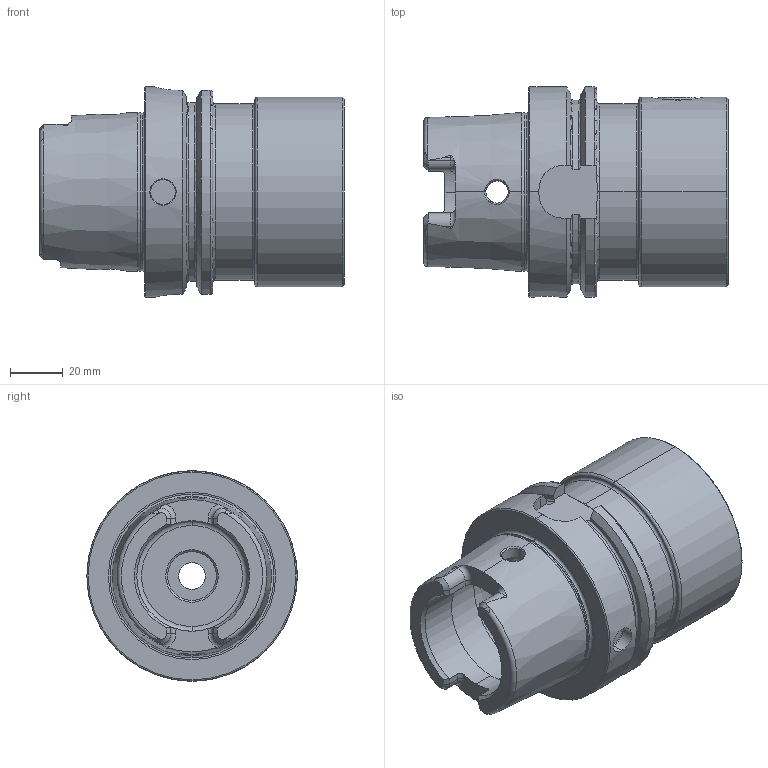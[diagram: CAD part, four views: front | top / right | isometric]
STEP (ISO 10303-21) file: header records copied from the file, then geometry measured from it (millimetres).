
FILE_DESCRIPTION (( 'STEP AP203' ), '1' );
FILE_NAME ('102.080.721.STEP', '2018-03-09T12:02:09', ( 'SWIAdmin' ), ( 'Hewlett-Packard Company' ), 'SwSTEP 2.0', 'SolidWorks 2017', '' );
FILE_SCHEMA (( 'CONFIG_CONTROL_DESIGN' ));
Length unit declared in the file: millimetre
Products named in the file (3): 102.080.721; HA8-MB7.K01.076_B_Fertigbearbeitung; MB7-ER1.001.022_A
Assembly tree (2 placements, depth 2):
  102.080.721
    HA8-MB7.K01.076_B_Fertigbearbeitung
    MB7-ER1.001.022_A
Bounding box: 115.9 x 80 x 80 mm (x, y, z)
Volume: 274576.6 mm3; surface area: 52398 mm2
Topology: 2 solids, 2 shells, 229 faces, 581 edges, 358 vertices
Faces by surface type: plane 72, cylinder 68, cone 46, torus 39, bspline 4
Entity records: 8574 total; most frequent: CARTESIAN_POINT 2846, ORIENTED_EDGE 1158, DIRECTION 1145, EDGE_CURVE 579, AXIS2_PLACEMENT_3D 469, VERTEX_POINT 358, EDGE_LOOP 241, CIRCLE 239
